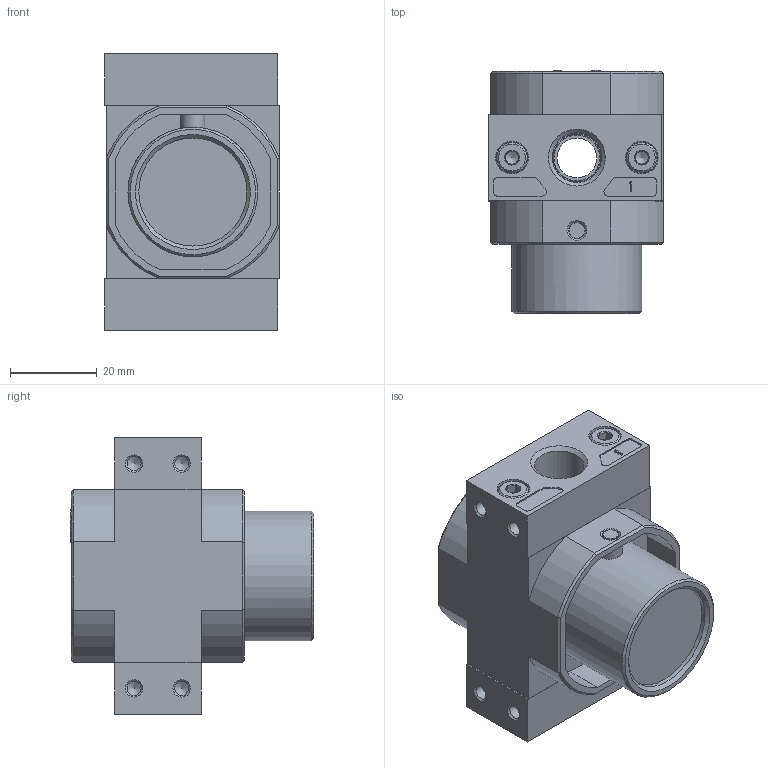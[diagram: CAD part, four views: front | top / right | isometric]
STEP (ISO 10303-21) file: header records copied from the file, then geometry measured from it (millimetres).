
FILE_DESCRIPTION(/* description */ ('STEP AP214'),/* implementation_level */ '2;1');
FILE_NAME(/* name */ '165077_HEL-1_4-D-MINI',/* time_stamp */ '2024-08-29T03:53:21+02:00',/* author */ ('License CC BY-ND 4.0'),/* organization */ ('CADENAS'),/* preprocessor_version */ 'ST-DEVELOPER v19.3',/* originating_system */ 'PARTsolutions',/* authorisation */ ' ');
FILE_SCHEMA (('AUTOMOTIVE_DESIGN {1 0 10303 214 3 1 1}'));
Length unit declared in the file: millimetre
Products named in the file (6): 165077 HEL-1/4-D-MINI; 360726 HEL-MINI; 380291 PBL-1/4-D-MINI-R---(0) p1; DIN-912 - M4x16(F); 359787 LF-D-MINI; 380289 PBL-1/4-D-MINI-L---(1) p1
Assembly tree (9 placements, depth 2):
  165077 HEL-1/4-D-MINI
    360726 HEL-MINI
    380291 PBL-1/4-D-MINI-R---(0) p1
    DIN-912 - M4x16(F)  x4
    359787 LF-D-MINI  x2
    380289 PBL-1/4-D-MINI-L---(1) p1
Bounding box: 40.4 x 56.2 x 64 mm (x, y, z)
Volume: 77751.3 mm3; surface area: 26818.8 mm2
Topology: 9 solids, 9 shells, 364 faces, 792 edges, 480 vertices
Faces by surface type: plane 180, cone 95, cylinder 86, torus 3
Full cylindrical faces by diameter (mm): 3.242 x8, 3.8 x2, 4 x5, 4.5 x1, 5.2 x4, 6.3 x4, 6.5 x2, 7 x4, 9.2 x1, 10.6 x1, 11 x1, 11.445 x2, 12.2 x1, 15.6 x1, 15.9 x1, 16 x1, 19.1 x2, 25 x1, 30 x1, 37 x1
Entity records: 7983 total; most frequent: CARTESIAN_POINT 1252, DIRECTION 1247, ORIENTED_EDGE 1030, EDGE_CURVE 515, AXIS2_PLACEMENT_3D 486, FACE_BOUND 393, EDGE_LOOP 386, VERTEX_POINT 374
